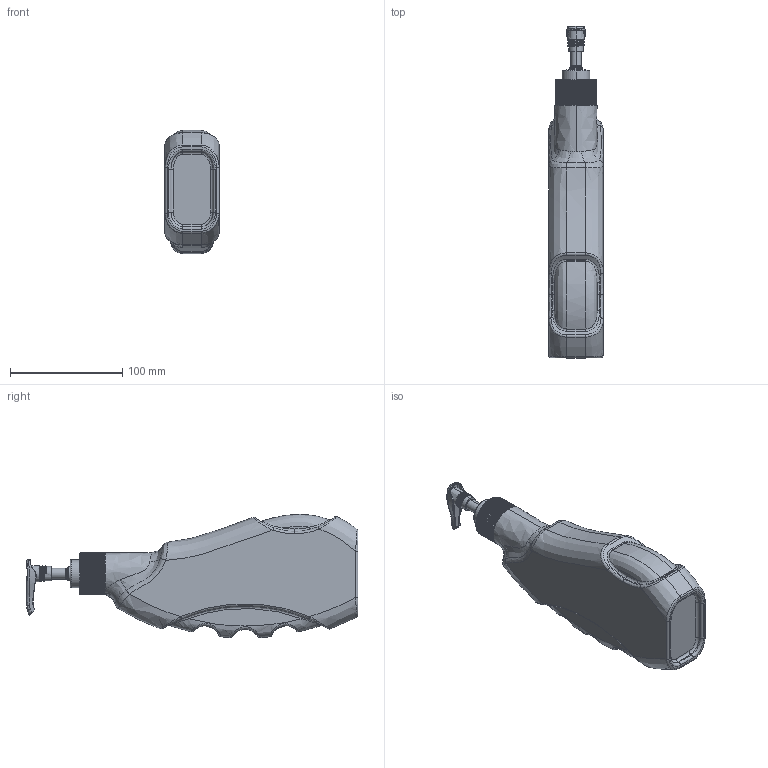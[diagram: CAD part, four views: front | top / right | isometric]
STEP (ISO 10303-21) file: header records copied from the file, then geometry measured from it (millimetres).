
FILE_DESCRIPTION(('FreeCAD Model'),'2;1');
FILE_NAME('Open CASCADE Shape Model','2025-04-29T13:13:11',('FreeCAD'),( 'FreeCAD'),'Open CASCADE STEP processor 7.6','FreeCAD','Unknown');
FILE_SCHEMA(('AUTOMOTIVE_DESIGN { 1 0 10303 214 1 1 1 1 }'));
Products named in the file (1): Open CASCADE STEP translator 7.6 1
Bounding box: 48.2 x 295.1 x 109.57 mm (x, y, z)
Volume: 139640.4 mm3; surface area: 148440.4 mm2
Topology: 10 solids, 10 shells, 1488 faces, 3921 edges, 2351 vertices
Faces by surface type: bspline 1488
Entity records: 79238 total; most frequent: CARTESIAN_POINT 58473, ORIENTED_EDGE 7606, EDGE_CURVE 3803, VERTEX_POINT 2351, B_SPLINE_CURVE_WITH_KNOTS 2092, FACE_BOUND 1522, EDGE_LOOP 1522, ADVANCED_FACE 1488
